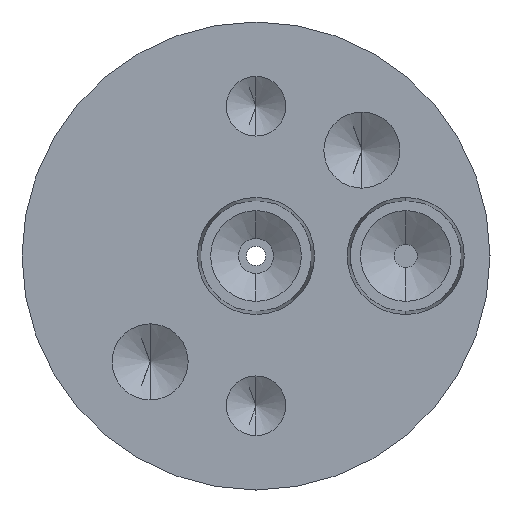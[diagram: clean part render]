
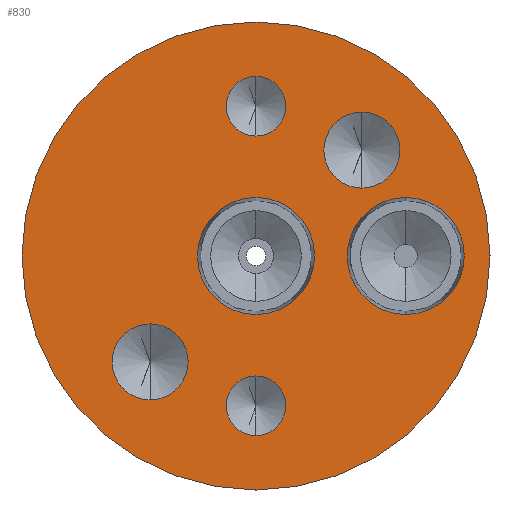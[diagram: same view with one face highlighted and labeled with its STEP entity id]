
A CAD part, front view. The second image highlights one B-rep face of the part: STEP entity #830.
In plain terms, the highlighted planar face has unit normal (0, -1, 0).
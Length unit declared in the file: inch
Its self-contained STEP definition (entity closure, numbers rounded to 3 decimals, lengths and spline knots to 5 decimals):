
#2 = CARTESIAN_POINT ( 'NONE',  ( 0., -0.5, -0.4 ) ) ;
#12 = EDGE_CURVE ( 'NONE', #1367, #3746, #2348, .T. ) ;
#75 = FACE_BOUND ( 'NONE', #2821, .T. ) ;
#78 = EDGE_CURVE ( 'NONE', #408, #532, #2660, .T. ) ;
#87 = DIRECTION ( 'NONE',  ( 0., -1., 0. ) ) ;
#126 = AXIS2_PLACEMENT_3D ( 'NONE', #315, #3624, #3584 ) ;
#141 = FACE_BOUND ( 'NONE', #2428, .T. ) ;
#144 = CARTESIAN_POINT ( 'NONE',  ( 0., -0.5, -0.625 ) ) ;
#199 = DIRECTION ( 'NONE',  ( 0., -1., 0. ) ) ;
#209 = VERTEX_POINT ( 'NONE', #940 ) ;
#212 = DIRECTION ( 'NONE',  ( 0., 0., -1. ) ) ;
#264 = CARTESIAN_POINT ( 'NONE',  ( 0., -0.5, 0.3205 ) ) ;
#315 = CARTESIAN_POINT ( 'NONE',  ( 0., -0.5, 0. ) ) ;
#330 = EDGE_CURVE ( 'NONE', #1571, #1398, #3833, .T. ) ;
#345 = EDGE_CURVE ( 'NONE', #3243, #209, #2664, .T. ) ;
#367 = DIRECTION ( 'NONE',  ( 0., 0., -1. ) ) ;
#408 = VERTEX_POINT ( 'NONE', #3630 ) ;
#532 = VERTEX_POINT ( 'NONE', #999 ) ;
#575 = CARTESIAN_POINT ( 'NONE',  ( 0., -0.5, -0.3205 ) ) ;
#601 = DIRECTION ( 'NONE',  ( 0., -1., 0. ) ) ;
#707 = DIRECTION ( 'NONE',  ( 0., 0., -1. ) ) ;
#717 = CARTESIAN_POINT ( 'NONE',  ( 0.4, -0.5, 0. ) ) ;
#732 = FACE_BOUND ( 'NONE', #3536, .T. ) ;
#768 = CARTESIAN_POINT ( 'NONE',  ( 0., -0.5, -0.4 ) ) ;
#778 = CARTESIAN_POINT ( 'NONE',  ( 0., -0.5, 0.625 ) ) ;
#823 = DIRECTION ( 'NONE',  ( 0., -1., 0. ) ) ;
#828 = CARTESIAN_POINT ( 'NONE',  ( 0., -0.5, 0.4795 ) ) ;
#830 = ADVANCED_FACE ( 'NONE', ( #1893, #1602, #2219, #75, #141, #732, #1639 ), #3714, .T. ) ;
#870 = AXIS2_PLACEMENT_3D ( 'NONE', #2004, #823, #1368 ) ;
#896 = VERTEX_POINT ( 'NONE', #3772 ) ;
#921 = EDGE_LOOP ( 'NONE', ( #2703, #1135 ) ) ;
#940 = CARTESIAN_POINT ( 'NONE',  ( 0., -0.5, -0.4795 ) ) ;
#982 = CARTESIAN_POINT ( 'NONE',  ( 0., -0.5, 0. ) ) ;
#999 = CARTESIAN_POINT ( 'NONE',  ( 0., -0.5, 0.15625 ) ) ;
#1020 = ORIENTED_EDGE ( 'NONE', *, *, #3755, .F. ) ;
#1024 = DIRECTION ( 'NONE',  ( 0., 1., 0. ) ) ;
#1025 = DIRECTION ( 'NONE',  ( 0., 0., -1. ) ) ;
#1055 = EDGE_LOOP ( 'NONE', ( #1665, #3729 ) ) ;
#1066 = CIRCLE ( 'NONE', #870, 0.0795 ) ;
#1078 = DIRECTION ( 'NONE',  ( 0., 0., -1. ) ) ;
#1135 = ORIENTED_EDGE ( 'NONE', *, *, #2942, .F. ) ;
#1180 = DIRECTION ( 'NONE',  ( 0., 0., -1. ) ) ;
#1206 = AXIS2_PLACEMENT_3D ( 'NONE', #717, #3095, #1078 ) ;
#1222 = ORIENTED_EDGE ( 'NONE', *, *, #3577, .F. ) ;
#1228 = DIRECTION ( 'NONE',  ( 0., 0., -1. ) ) ;
#1233 = CIRCLE ( 'NONE', #1668, 0.10156 ) ;
#1367 = VERTEX_POINT ( 'NONE', #3514 ) ;
#1368 = DIRECTION ( 'NONE',  ( 0., 0., -1. ) ) ;
#1398 = VERTEX_POINT ( 'NONE', #3302 ) ;
#1474 = DIRECTION ( 'NONE',  ( 0., -1., 0. ) ) ;
#1488 = CIRCLE ( 'NONE', #2374, 0.15625 ) ;
#1497 = DIRECTION ( 'NONE',  ( 0., -1., 0. ) ) ;
#1506 = ORIENTED_EDGE ( 'NONE', *, *, #3294, .F. ) ;
#1542 = AXIS2_PLACEMENT_3D ( 'NONE', #3252, #601, #2708 ) ;
#1555 = DIRECTION ( 'NONE',  ( 0., 0., -1. ) ) ;
#1571 = VERTEX_POINT ( 'NONE', #2746 ) ;
#1578 = EDGE_CURVE ( 'NONE', #896, #2333, #1233, .T. ) ;
#1602 = FACE_BOUND ( 'NONE', #3784, .T. ) ;
#1612 = CIRCLE ( 'NONE', #3801, 0.625 ) ;
#1613 = DIRECTION ( 'NONE',  ( 0., -1., 0. ) ) ;
#1639 = FACE_OUTER_BOUND ( 'NONE', #921, .T. ) ;
#1651 = AXIS2_PLACEMENT_3D ( 'NONE', #3472, #199, #212 ) ;
#1660 = CIRCLE ( 'NONE', #126, 0.625 ) ;
#1665 = ORIENTED_EDGE ( 'NONE', *, *, #1926, .F. ) ;
#1667 = AXIS2_PLACEMENT_3D ( 'NONE', #2466, #1873, #707 ) ;
#1668 = AXIS2_PLACEMENT_3D ( 'NONE', #2052, #87, #1228 ) ;
#1702 = EDGE_CURVE ( 'NONE', #209, #3243, #3444, .T. ) ;
#1826 = CIRCLE ( 'NONE', #1895, 0.10156 ) ;
#1873 = DIRECTION ( 'NONE',  ( 0., -1., 0. ) ) ;
#1893 = FACE_BOUND ( 'NONE', #1055, .T. ) ;
#1895 = AXIS2_PLACEMENT_3D ( 'NONE', #3385, #1613, #2830 ) ;
#1926 = EDGE_CURVE ( 'NONE', #1398, #1571, #1826, .T. ) ;
#1941 = DIRECTION ( 'NONE',  ( 0., -1., 0. ) ) ;
#2004 = CARTESIAN_POINT ( 'NONE',  ( 0., -0.5, 0.4 ) ) ;
#2029 = VERTEX_POINT ( 'NONE', #264 ) ;
#2039 = VERTEX_POINT ( 'NONE', #778 ) ;
#2042 = CARTESIAN_POINT ( 'NONE',  ( 0.4, -0.5, -0.15625 ) ) ;
#2052 = CARTESIAN_POINT ( 'NONE',  ( -0.28284, -0.5, -0.28284 ) ) ;
#2075 = DIRECTION ( 'NONE',  ( 0., 0., -1. ) ) ;
#2157 = AXIS2_PLACEMENT_3D ( 'NONE', #3119, #1941, #3137 ) ;
#2158 = CARTESIAN_POINT ( 'NONE',  ( -0.28284, -0.5, -0.38441 ) ) ;
#2159 = VERTEX_POINT ( 'NONE', #144 ) ;
#2213 = DIRECTION ( 'NONE',  ( 0., 0., 1. ) ) ;
#2219 = FACE_BOUND ( 'NONE', #3676, .T. ) ;
#2313 = AXIS2_PLACEMENT_3D ( 'NONE', #2373, #1497, #1555 ) ;
#2333 = VERTEX_POINT ( 'NONE', #2158 ) ;
#2341 = EDGE_CURVE ( 'NONE', #2333, #896, #2367, .T. ) ;
#2348 = CIRCLE ( 'NONE', #1206, 0.15625 ) ;
#2367 = CIRCLE ( 'NONE', #1667, 0.10156 ) ;
#2373 = CARTESIAN_POINT ( 'NONE',  ( 0.4, -0.5, 0. ) ) ;
#2374 = AXIS2_PLACEMENT_3D ( 'NONE', #3244, #1474, #2075 ) ;
#2428 = EDGE_LOOP ( 'NONE', ( #2447, #2674 ) ) ;
#2447 = ORIENTED_EDGE ( 'NONE', *, *, #78, .F. ) ;
#2466 = CARTESIAN_POINT ( 'NONE',  ( -0.28284, -0.5, -0.28284 ) ) ;
#2474 = VERTEX_POINT ( 'NONE', #828 ) ;
#2523 = DIRECTION ( 'NONE',  ( 0., -1., 0. ) ) ;
#2629 = CIRCLE ( 'NONE', #1542, 0.0795 ) ;
#2660 = CIRCLE ( 'NONE', #2157, 0.15625 ) ;
#2664 = CIRCLE ( 'NONE', #2795, 0.0795 ) ;
#2674 = ORIENTED_EDGE ( 'NONE', *, *, #3828, .F. ) ;
#2703 = ORIENTED_EDGE ( 'NONE', *, *, #3687, .F. ) ;
#2708 = DIRECTION ( 'NONE',  ( 0., 0., -1. ) ) ;
#2746 = CARTESIAN_POINT ( 'NONE',  ( 0.28284, -0.5, 0.38441 ) ) ;
#2795 = AXIS2_PLACEMENT_3D ( 'NONE', #2, #3034, #367 ) ;
#2821 = EDGE_LOOP ( 'NONE', ( #3071, #2987 ) ) ;
#2830 = DIRECTION ( 'NONE',  ( 0., 0., -1. ) ) ;
#2942 = EDGE_CURVE ( 'NONE', #2159, #2039, #1660, .T. ) ;
#2987 = ORIENTED_EDGE ( 'NONE', *, *, #345, .F. ) ;
#3034 = DIRECTION ( 'NONE',  ( 0., -1., 0. ) ) ;
#3071 = ORIENTED_EDGE ( 'NONE', *, *, #1702, .F. ) ;
#3095 = DIRECTION ( 'NONE',  ( 0., -1., 0. ) ) ;
#3111 = CIRCLE ( 'NONE', #2313, 0.15625 ) ;
#3119 = CARTESIAN_POINT ( 'NONE',  ( 0., -0.5, 0. ) ) ;
#3137 = DIRECTION ( 'NONE',  ( 0., 0., -1. ) ) ;
#3154 = ORIENTED_EDGE ( 'NONE', *, *, #1578, .F. ) ;
#3243 = VERTEX_POINT ( 'NONE', #575 ) ;
#3244 = CARTESIAN_POINT ( 'NONE',  ( 0., -0.5, 0. ) ) ;
#3252 = CARTESIAN_POINT ( 'NONE',  ( 0., -0.5, 0.4 ) ) ;
#3255 = AXIS2_PLACEMENT_3D ( 'NONE', #768, #2523, #1025 ) ;
#3258 = DIRECTION ( 'NONE',  ( 0., -1., 0. ) ) ;
#3294 = EDGE_CURVE ( 'NONE', #2474, #2029, #2629, .T. ) ;
#3302 = CARTESIAN_POINT ( 'NONE',  ( 0.28284, -0.5, 0.18128 ) ) ;
#3326 = AXIS2_PLACEMENT_3D ( 'NONE', #3607, #3258, #1180 ) ;
#3385 = CARTESIAN_POINT ( 'NONE',  ( 0.28284, -0.5, 0.28284 ) ) ;
#3444 = CIRCLE ( 'NONE', #3255, 0.0795 ) ;
#3472 = CARTESIAN_POINT ( 'NONE',  ( -0.625, -0.5, 0. ) ) ;
#3482 = ORIENTED_EDGE ( 'NONE', *, *, #2341, .F. ) ;
#3514 = CARTESIAN_POINT ( 'NONE',  ( 0.4, -0.5, 0.15625 ) ) ;
#3536 = EDGE_LOOP ( 'NONE', ( #1222, #3834 ) ) ;
#3577 = EDGE_CURVE ( 'NONE', #3746, #1367, #3111, .T. ) ;
#3584 = DIRECTION ( 'NONE',  ( 0., 0., 1. ) ) ;
#3607 = CARTESIAN_POINT ( 'NONE',  ( 0.28284, -0.5, 0.28284 ) ) ;
#3624 = DIRECTION ( 'NONE',  ( 0., 1., 0. ) ) ;
#3630 = CARTESIAN_POINT ( 'NONE',  ( 0., -0.5, -0.15625 ) ) ;
#3676 = EDGE_LOOP ( 'NONE', ( #1020, #1506 ) ) ;
#3687 = EDGE_CURVE ( 'NONE', #2039, #2159, #1612, .T. ) ;
#3714 = PLANE ( 'NONE',  #1651 ) ;
#3729 = ORIENTED_EDGE ( 'NONE', *, *, #330, .F. ) ;
#3746 = VERTEX_POINT ( 'NONE', #2042 ) ;
#3755 = EDGE_CURVE ( 'NONE', #2029, #2474, #1066, .T. ) ;
#3772 = CARTESIAN_POINT ( 'NONE',  ( -0.28284, -0.5, -0.18128 ) ) ;
#3784 = EDGE_LOOP ( 'NONE', ( #3482, #3154 ) ) ;
#3801 = AXIS2_PLACEMENT_3D ( 'NONE', #982, #1024, #2213 ) ;
#3828 = EDGE_CURVE ( 'NONE', #532, #408, #1488, .T. ) ;
#3833 = CIRCLE ( 'NONE', #3326, 0.10156 ) ;
#3834 = ORIENTED_EDGE ( 'NONE', *, *, #12, .F. ) ;
